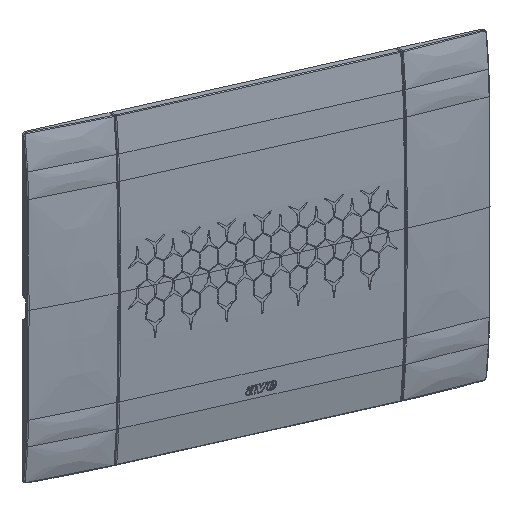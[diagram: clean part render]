
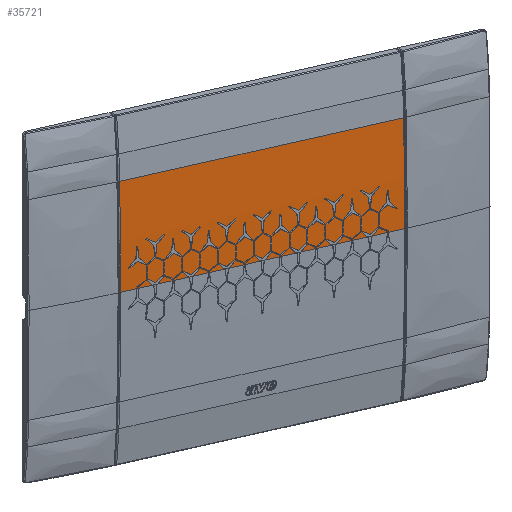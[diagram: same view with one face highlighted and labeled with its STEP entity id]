
A CAD part, top view. The second image highlights one B-rep face of the part: STEP entity #35721.
In plain terms, the highlighted cylindrical face has radius 801.109 mm (diameter 1602.22 mm), a partial arc.
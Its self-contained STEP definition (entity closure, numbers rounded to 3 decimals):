
#35580=CARTESIAN_POINT('Vertex',(-44.639,30.803,3.908)) ;
#35583=CARTESIAN_POINT('Line Origine',(22.625,30.803,3.908)) ;
#35587=CARTESIAN_POINT('Vertex',(44.639,30.803,3.908)) ;
#35671=CARTESIAN_POINT('Axis2P3D Location',(22.625,0.,-796.609)) ;
#35677=CARTESIAN_POINT('Control Point',(-44.639,14.329,4.372)) ;
#35678=CARTESIAN_POINT('Control Point',(-44.639,19.822,4.274)) ;
#35679=CARTESIAN_POINT('Control Point',(-44.639,25.314,4.119)) ;
#35680=CARTESIAN_POINT('Control Point',(-44.639,30.803,3.908)) ;
#35681=CARTESIAN_POINT('Vertex',(-44.639,14.329,4.372)) ;
#35685=CARTESIAN_POINT('Control Point',(-44.639,0.,4.5)) ;
#35686=CARTESIAN_POINT('Control Point',(-44.639,4.777,4.5)) ;
#35687=CARTESIAN_POINT('Control Point',(-44.639,9.553,4.457)) ;
#35688=CARTESIAN_POINT('Control Point',(-44.639,14.329,4.372)) ;
#35689=CARTESIAN_POINT('Vertex',(-44.639,0.,4.5)) ;
#35692=CARTESIAN_POINT('Line Origine',(22.625,0.,4.5)) ;
#35696=CARTESIAN_POINT('Vertex',(44.639,0.,4.5)) ;
#35700=CARTESIAN_POINT('Control Point',(44.639,0.,4.5)) ;
#35701=CARTESIAN_POINT('Control Point',(44.639,4.777,4.5)) ;
#35702=CARTESIAN_POINT('Control Point',(44.639,9.553,4.457)) ;
#35703=CARTESIAN_POINT('Control Point',(44.639,14.329,4.372)) ;
#35704=CARTESIAN_POINT('Vertex',(44.639,14.329,4.372)) ;
#35708=CARTESIAN_POINT('Control Point',(44.639,14.329,4.372)) ;
#35709=CARTESIAN_POINT('Control Point',(44.639,19.822,4.274)) ;
#35710=CARTESIAN_POINT('Control Point',(44.639,25.314,4.119)) ;
#35711=CARTESIAN_POINT('Control Point',(44.639,30.803,3.908)) ;
#35584=DIRECTION('Vector Direction',(1.,0.,0.)) ;
#35672=DIRECTION('Axis2P3D Direction',(1.,0.,0.)) ;
#35673=DIRECTION('Axis2P3D XDirection',(0.,0.038,0.999)) ;
#35693=DIRECTION('Vector Direction',(1.,0.,0.)) ;
#35674=AXIS2_PLACEMENT_3D('Cylinder Axis2P3D',#35671,#35672,#35673) ;
#35714=ORIENTED_EDGE('',*,*,#35589,.T.) ;
#35715=ORIENTED_EDGE('',*,*,#35683,.F.) ;
#35716=ORIENTED_EDGE('',*,*,#35691,.F.) ;
#35717=ORIENTED_EDGE('',*,*,#35698,.F.) ;
#35718=ORIENTED_EDGE('',*,*,#35706,.T.) ;
#35719=ORIENTED_EDGE('',*,*,#35712,.T.) ;
#35585=VECTOR('Line Direction',#35584,1.) ;
#35694=VECTOR('Line Direction',#35693,1.) ;
#35721=ADVANCED_FACE('PartBody',(#35720),#35675,.T.) ;
#35676=B_SPLINE_CURVE_WITH_KNOTS('',3,(#35677,#35678,#35679,#35680),.UNSPECIFIED.,.F.,.U.,(4,4),(-9.65,6.831),.UNSPECIFIED.) ;
#35684=B_SPLINE_CURVE_WITH_KNOTS('',3,(#35685,#35686,#35687,#35688),.UNSPECIFIED.,.F.,.U.,(4,4),(-6.959,7.371),.UNSPECIFIED.) ;
#35699=B_SPLINE_CURVE_WITH_KNOTS('',3,(#35700,#35701,#35702,#35703),.UNSPECIFIED.,.F.,.U.,(4,4),(-6.959,7.371),.UNSPECIFIED.) ;
#35707=B_SPLINE_CURVE_WITH_KNOTS('',3,(#35708,#35709,#35710,#35711),.UNSPECIFIED.,.F.,.U.,(4,4),(-9.65,6.831),.UNSPECIFIED.) ;
#35675=CYLINDRICAL_SURFACE('generated cylinder',#35674,801.109) ;
#35589=EDGE_CURVE('',#35588,#35581,#35586,.F.) ;
#35683=EDGE_CURVE('',#35682,#35581,#35676,.T.) ;
#35691=EDGE_CURVE('',#35690,#35682,#35684,.T.) ;
#35698=EDGE_CURVE('',#35697,#35690,#35695,.F.) ;
#35706=EDGE_CURVE('',#35697,#35705,#35699,.T.) ;
#35712=EDGE_CURVE('',#35705,#35588,#35707,.T.) ;
#35713=EDGE_LOOP('',(#35714,#35715,#35716,#35717,#35718,#35719)) ;
#35720=FACE_OUTER_BOUND('',#35713,.T.) ;
#35586=LINE('Line',#35583,#35585) ;
#35695=LINE('Line',#35692,#35694) ;
#35581=VERTEX_POINT('',#35580) ;
#35588=VERTEX_POINT('',#35587) ;
#35682=VERTEX_POINT('',#35681) ;
#35690=VERTEX_POINT('',#35689) ;
#35697=VERTEX_POINT('',#35696) ;
#35705=VERTEX_POINT('',#35704) ;
